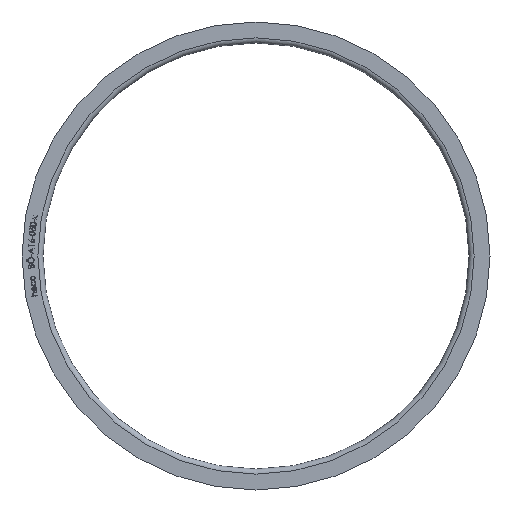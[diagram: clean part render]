
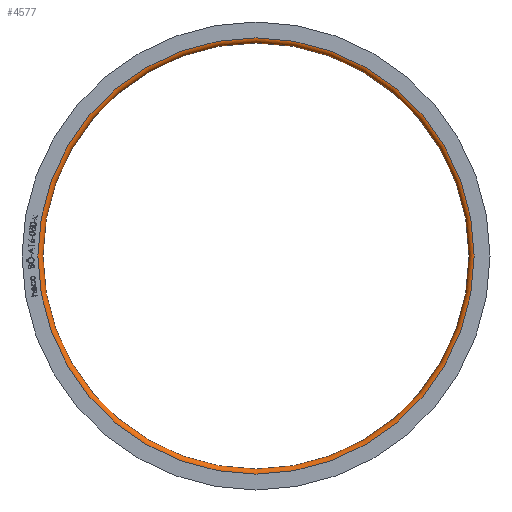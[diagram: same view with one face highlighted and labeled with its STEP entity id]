
A CAD part, left-side view. The second image highlights one B-rep face of the part: STEP entity #4577.
In plain terms, the highlighted toroidal (fillet/blend) face has major radius 515 mm and minor radius 12 mm.
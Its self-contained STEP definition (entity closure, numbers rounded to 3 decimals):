
#500 = ORIENTED_EDGE ( 'NONE', *, *, #2949, .T. ) ;
#724 = CARTESIAN_POINT ( 'NONE',  ( 0., 0., 515. ) ) ;
#867 = EDGE_CURVE ( 'NONE', #9494, #9494, #11760, .T. ) ;
#2289 = CARTESIAN_POINT ( 'NONE',  ( 12., 0., 0. ) ) ;
#2430 = FACE_OUTER_BOUND ( 'NONE', #3924, .T. ) ;
#2949 = EDGE_CURVE ( 'NONE', #13114, #13114, #13673, .T. ) ;
#3555 = EDGE_LOOP ( 'NONE', ( #7225 ) ) ;
#3924 = EDGE_LOOP ( 'NONE', ( #500 ) ) ;
#4546 = TOROIDAL_SURFACE ( 'NONE', #7337, 515., 12. ) ;
#4577 = ADVANCED_FACE ( 'NONE', ( #9019, #2430 ), #4546, .T. ) ;
#4673 = DIRECTION ( 'NONE',  ( 0., 0., 1. ) ) ;
#5677 = DIRECTION ( 'NONE',  ( -1., 0., 0. ) ) ;
#6450 = CARTESIAN_POINT ( 'NONE',  ( 12., 0., 503. ) ) ;
#6987 = CARTESIAN_POINT ( 'NONE',  ( 0., 0., 0. ) ) ;
#7225 = ORIENTED_EDGE ( 'NONE', *, *, #867, .F. ) ;
#7337 = AXIS2_PLACEMENT_3D ( 'NONE', #2289, #8948, #4673 ) ;
#7422 = AXIS2_PLACEMENT_3D ( 'NONE', #6987, #5677, #9229 ) ;
#8948 = DIRECTION ( 'NONE',  ( -1., 0., 0. ) ) ;
#9019 = FACE_OUTER_BOUND ( 'NONE', #3555, .T. ) ;
#9229 = DIRECTION ( 'NONE',  ( 0., 0., 1. ) ) ;
#9494 = VERTEX_POINT ( 'NONE', #6450 ) ;
#10256 = DIRECTION ( 'NONE',  ( -1., 0., 0. ) ) ;
#11494 = CARTESIAN_POINT ( 'NONE',  ( 12., 0., 0. ) ) ;
#11760 = CIRCLE ( 'NONE', #13153, 503. ) ;
#12574 = DIRECTION ( 'NONE',  ( 0., 0., 1. ) ) ;
#13114 = VERTEX_POINT ( 'NONE', #724 ) ;
#13153 = AXIS2_PLACEMENT_3D ( 'NONE', #11494, #10256, #12574 ) ;
#13673 = CIRCLE ( 'NONE', #7422, 515. ) ;
